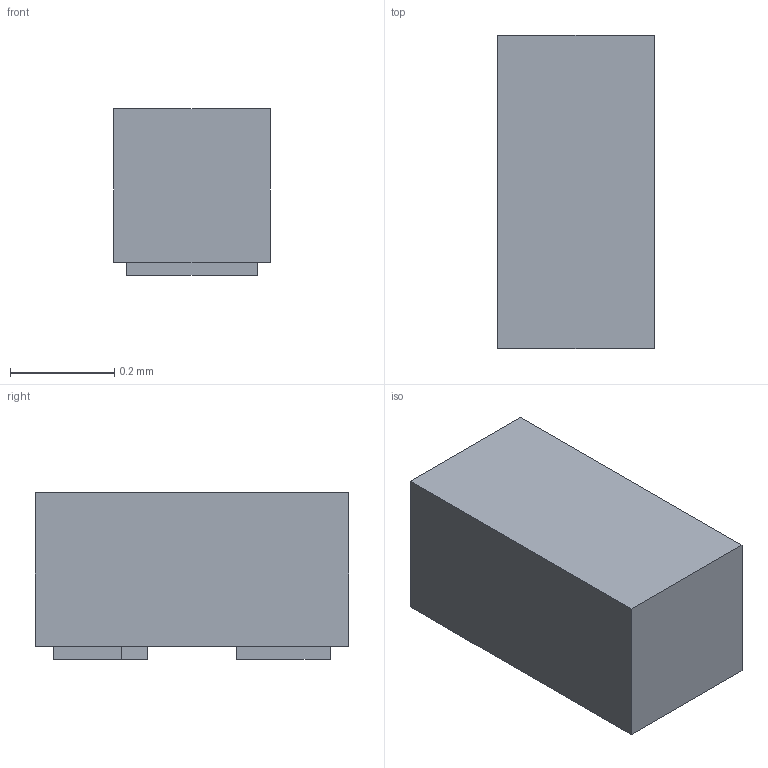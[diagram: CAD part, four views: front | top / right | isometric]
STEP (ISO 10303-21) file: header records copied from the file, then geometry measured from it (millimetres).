
FILE_DESCRIPTION((''),'2;1');
FILE_NAME('DPL0002A_ASM','2021-09-08T10:50:04',('a0412086'),(''),'CREO PARAMETRIC BY PTC INC, 2018500','CREO PARAMETRIC BY PTC INC, 2018500','');
FILE_SCHEMA(('CONFIG_CONTROL_DESIGN','SHAPE_APPEARANCE_LAYERS_GROUPS'));
Length unit declared in the file: millimetre
Products named in the file (3): FRAME; MOLD; DPL0002A_ASM
Assembly tree (2 placements, depth 2):
  DPL0002A_ASM
    FRAME
    MOLD
Bounding box: 0.3 x 0.6 x 0.32 mm (x, y, z)
Volume: 0.1 mm3; surface area: 1.2 mm2
Topology: 3 solids, 3 shells, 19 faces, 39 edges, 26 vertices
Faces by surface type: plane 19
Entity records: 746 total; most frequent: CARTESIAN_POINT 89, DIRECTION 87, ORIENTED_EDGE 78, PRESENTATION_STYLE_ASSIGNMENT 42, STYLED_ITEM 42, VECTOR 39, LINE 39, CURVE_STYLE 39
